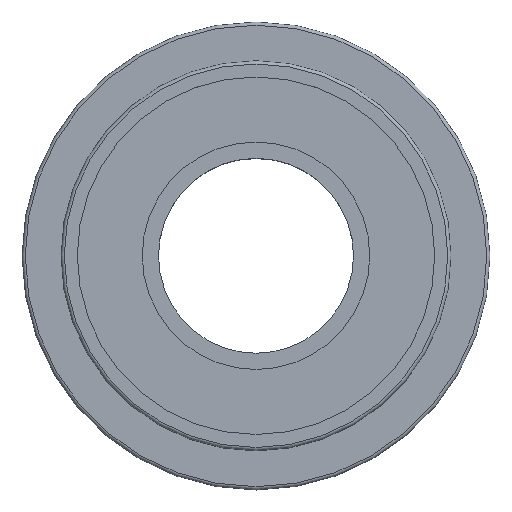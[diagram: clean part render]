
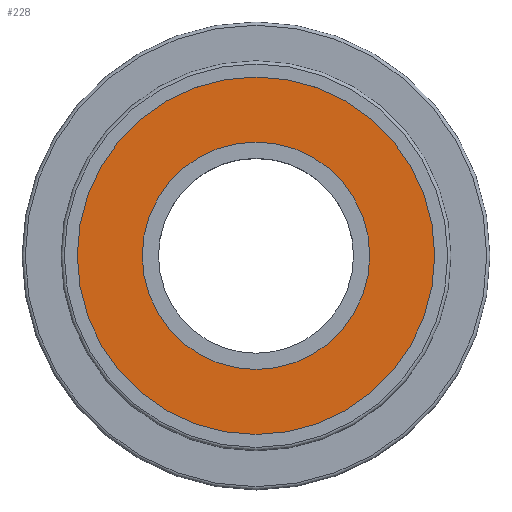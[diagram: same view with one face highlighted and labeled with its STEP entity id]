
A CAD part, top view. The second image highlights one B-rep face of the part: STEP entity #228.
In plain terms, the highlighted planar face has unit normal (0, 0, 1).
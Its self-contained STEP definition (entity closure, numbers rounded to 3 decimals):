
#22=FACE_BOUND('',#88,.T.);
#29=PLANE('',#277);
#66=FACE_OUTER_BOUND('',#87,.T.);
#87=EDGE_LOOP('',(#202));
#88=EDGE_LOOP('',(#203));
#110=CIRCLE('',#274,1.75);
#111=CIRCLE('',#276,2.75);
#127=VERTEX_POINT('',#412);
#128=VERTEX_POINT('',#416);
#152=EDGE_CURVE('',#127,#127,#110,.T.);
#154=EDGE_CURVE('',#128,#128,#111,.T.);
#202=ORIENTED_EDGE('',*,*,#154,.F.);
#203=ORIENTED_EDGE('',*,*,#152,.F.);
#228=ADVANCED_FACE('',(#66,#22),#29,.T.);
#274=AXIS2_PLACEMENT_3D('',#414,#346,#347);
#276=AXIS2_PLACEMENT_3D('',#418,#351,#352);
#277=AXIS2_PLACEMENT_3D('',#419,#353,#354);
#346=DIRECTION('center_axis',(0.,0.,1.));
#347=DIRECTION('ref_axis',(-1.,0.,0.));
#351=DIRECTION('center_axis',(0.,0.,-1.));
#352=DIRECTION('ref_axis',(-1.,0.,0.));
#353=DIRECTION('center_axis',(0.,0.,1.));
#354=DIRECTION('ref_axis',(-1.,0.,0.));
#412=CARTESIAN_POINT('',(1.75,0.,2.4));
#414=CARTESIAN_POINT('Origin',(0.,0.,2.4));
#416=CARTESIAN_POINT('',(2.75,0.,2.4));
#418=CARTESIAN_POINT('Origin',(0.,0.,2.4));
#419=CARTESIAN_POINT('Origin',(0.,0.,2.4));
